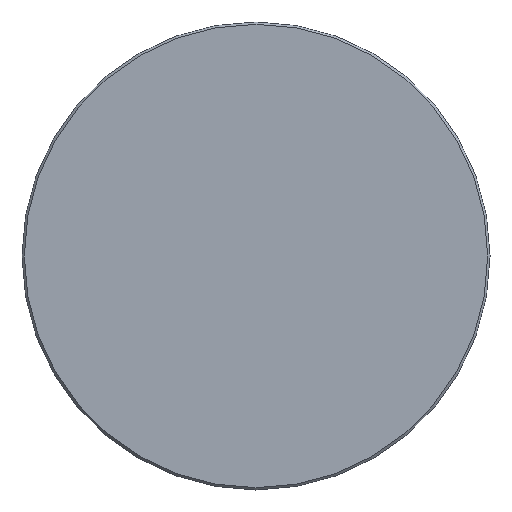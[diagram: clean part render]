
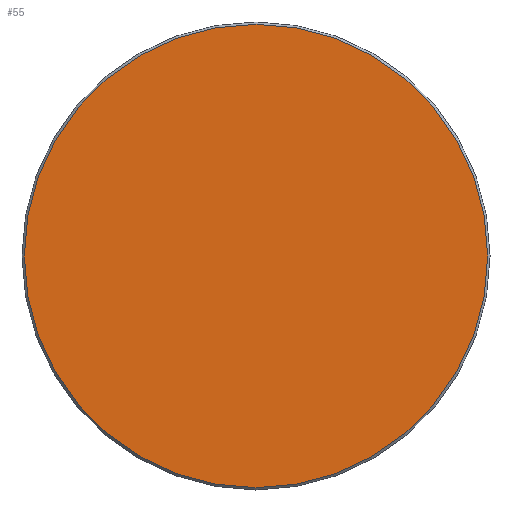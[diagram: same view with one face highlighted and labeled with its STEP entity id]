
A CAD part, left-side view. The second image highlights one B-rep face of the part: STEP entity #55.
In plain terms, the highlighted planar face has unit normal (-1, 0, 0).
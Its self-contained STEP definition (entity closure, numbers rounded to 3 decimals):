
#7 = EDGE_CURVE ( 'NONE', #156, #134, #259, .T. ) ;
#15 = DIRECTION ( 'NONE',  ( -1., 0., 0. ) ) ;
#26 = CARTESIAN_POINT ( 'NONE',  ( -3.9, 0., -25.15 ) ) ;
#28 = EDGE_LOOP ( 'NONE', ( #213, #238 ) ) ;
#32 = AXIS2_PLACEMENT_3D ( 'NONE', #126, #275, #266 ) ;
#39 = FACE_OUTER_BOUND ( 'NONE', #28, .T. ) ;
#55 = ADVANCED_FACE ( 'NONE', ( #39 ), #112, .F. ) ;
#112 = PLANE ( 'NONE',  #299 ) ;
#126 = CARTESIAN_POINT ( 'NONE',  ( -3.9, 0., 0. ) ) ;
#134 = VERTEX_POINT ( 'NONE', #175 ) ;
#156 = VERTEX_POINT ( 'NONE', #26 ) ;
#167 = DIRECTION ( 'NONE',  ( 1., 0., 0. ) ) ;
#171 = CIRCLE ( 'NONE', #276, 25.15 ) ;
#175 = CARTESIAN_POINT ( 'NONE',  ( -3.9, 0., 25.15 ) ) ;
#182 = EDGE_CURVE ( 'NONE', #134, #156, #171, .T. ) ;
#183 = CARTESIAN_POINT ( 'NONE',  ( -3.9, 0., 0. ) ) ;
#213 = ORIENTED_EDGE ( 'NONE', *, *, #7, .T. ) ;
#226 = CARTESIAN_POINT ( 'NONE',  ( -3.9, 0., 0. ) ) ;
#238 = ORIENTED_EDGE ( 'NONE', *, *, #182, .T. ) ;
#259 = CIRCLE ( 'NONE', #32, 25.15 ) ;
#266 = DIRECTION ( 'NONE',  ( 0., 0., -1. ) ) ;
#275 = DIRECTION ( 'NONE',  ( -1., 0., 0. ) ) ;
#276 = AXIS2_PLACEMENT_3D ( 'NONE', #183, #15, #294 ) ;
#291 = DIRECTION ( 'NONE',  ( 0., 0., -1. ) ) ;
#294 = DIRECTION ( 'NONE',  ( 0., 0., -1. ) ) ;
#299 = AXIS2_PLACEMENT_3D ( 'NONE', #226, #167, #291 ) ;
